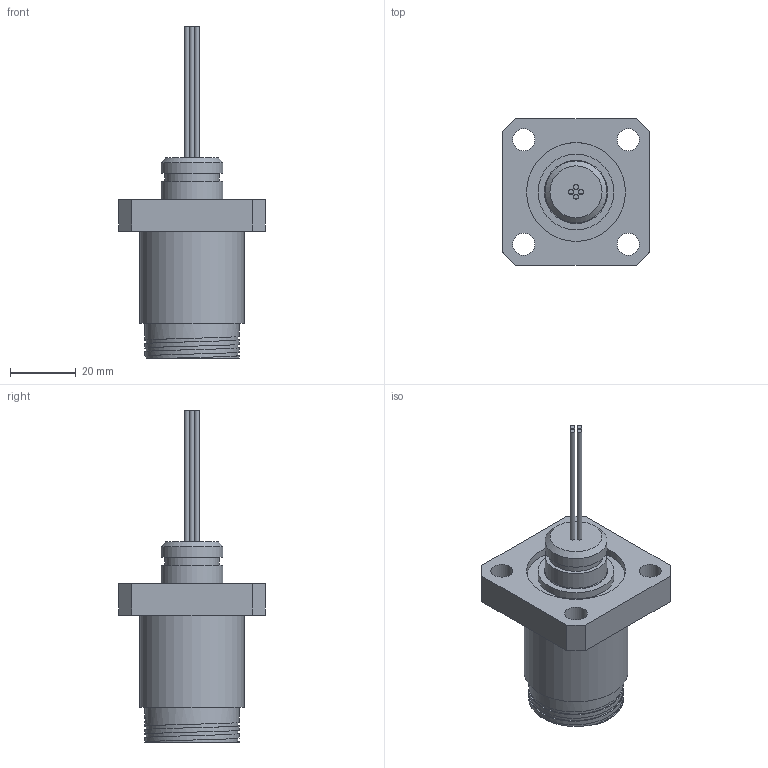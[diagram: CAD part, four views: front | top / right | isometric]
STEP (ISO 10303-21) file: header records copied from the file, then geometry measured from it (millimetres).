
FILE_DESCRIPTION(/* description */ (''),/* implementation_level */ '2;1');
FILE_NAME(/* name */ 'FCR2004F.stp',/* time_stamp */ '2014-11-25T08:42:24+01:00',/* author */ ('sh'),/* organization */ (''),/* preprocessor_version */ 'ST-DEVELOPER v15.2',/* originating_system */ 'Autodesk Inventor 2014',/* authorisation */ '');
FILE_SCHEMA (('AUTOMOTIVE_DESIGN { 1 0 10303 214 3 1 1 }'));
Length unit declared in the file: millimetre
Products named in the file (1): FCR2004F
Bounding box: 44.4 x 44.4 x 100.7 mm (x, y, z)
Volume: 40451.5 mm3; surface area: 15198.1 mm2
Topology: 1 solids, 2 shells, 136 faces, 324 edges, 214 vertices
Faces by surface type: plane 72, bspline 36, cylinder 26, cone 1, torus 1
Full cylindrical faces by diameter (mm): 1.5 x4, 3.2 x1, 4.8 x4, 6.7 x4, 16.4 x1, 18.8 x2, 23 x1, 25 x2, 28.6 x3, 30 x1, 31.6 x1
Entity records: 4590 total; most frequent: CARTESIAN_POINT 1726, ORIENTED_EDGE 584, DIRECTION 463, EDGE_CURVE 292, VERTEX_POINT 209, EDGE_LOOP 187, LINE 173, VECTOR 173
